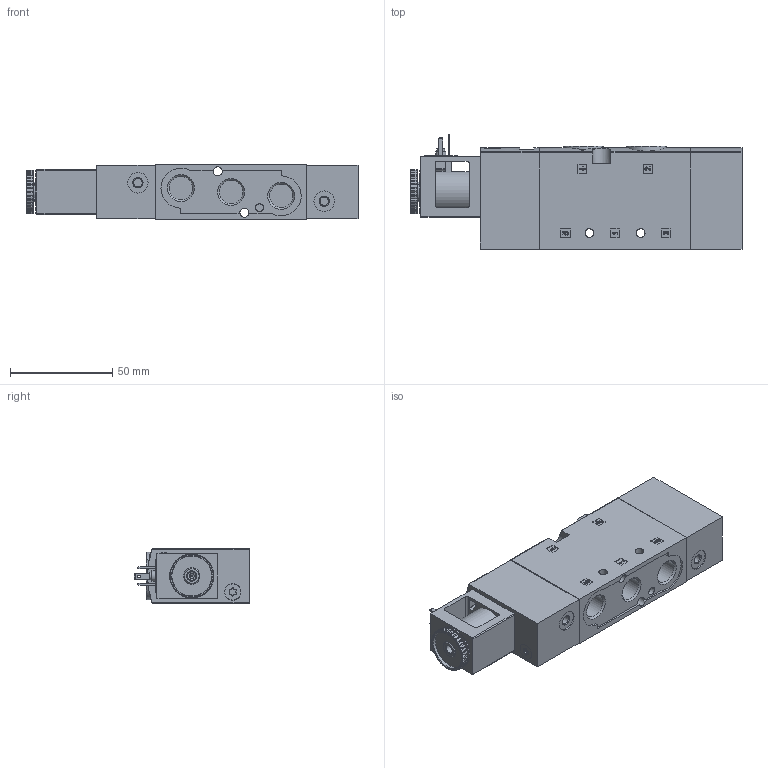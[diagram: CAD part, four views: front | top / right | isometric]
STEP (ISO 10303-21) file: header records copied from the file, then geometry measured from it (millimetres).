
FILE_DESCRIPTION(/* description */ ('STEP AP214'),/* implementation_level */ '2;1');
FILE_NAME(/* name */ '575504_VUVS-L25-M52-AZD-G14-F8-1C1',/* time_stamp */ '2024-09-17T18:36:43+02:00',/* author */ ('License CC BY-ND 4.0'),/* organization */ ('CADENAS'),/* preprocessor_version */ 'ST-DEVELOPER v19.3',/* originating_system */ 'PARTsolutions',/* authorisation */ ' ');
FILE_SCHEMA (('AUTOMOTIVE_DESIGN {1 0 10303 214 3 1 1}'));
Length unit declared in the file: millimetre
Products named in the file (7): 575504 VUVS-L25-M52-AZD-G14-F8-1C1; 1277158 VUVS-L25-.5.-G14 HOUSING---(H---0_-); 2925370 VUVS-L25-G-Z-COVER53---(H---0_-); 1808371 F-M4x37.5-10.9; 8085305 VACF-B-C1-1---(C); 1878611 VACF-B---(C); 1289386 VUVS-L25-G-AZ-COVER52---(H---0_A)
Assembly tree (9 placements, depth 2):
  575504 VUVS-L25-M52-AZD-G14-F8-1C1
    1277158 VUVS-L25-.5.-G14 HOUSING---(H---0_-)
    2925370 VUVS-L25-G-Z-COVER53---(H---0_-)
    1808371 F-M4x37.5-10.9  x4
    8085305 VACF-B-C1-1---(C)
    1878611 VACF-B---(C)
    1289386 VUVS-L25-G-AZ-COVER52---(H---0_A)
Bounding box: 162.15 x 56.2 x 26.5 mm (x, y, z)
Volume: 169091 mm3; surface area: 45393 mm2
Topology: 9 solids, 9 shells, 864 faces, 2190 edges, 1428 vertices
Faces by surface type: plane 457, cylinder 289, cone 88, torus 30
Full cylindrical faces by diameter (mm): 0.9 x1, 1.3 x1, 1.75 x16, 2.013 x1, 2.4 x1, 2.5 x4, 2.7 x1, 3.242 x4, 3.75 x1, 3.8 x4, 4 x4, 4.134 x3, 4.3 x2, 4.4 x2, 4.7 x4, 5.05 x1, 7.1 x1, 7.188 x1, 7.9 x4, 8 x8, 8.15 x1, 8.2 x1, 10 x4, 11.445 x5, 15.6 x2, 19.5 x3, 21 x1
Entity records: 25372 total; most frequent: CARTESIAN_POINT 4382, DIRECTION 3996, ORIENTED_EDGE 3762, EDGE_CURVE 1881, AXIS2_PLACEMENT_3D 1412, VERTEX_POINT 1322, LINE 1172, VECTOR 1172
